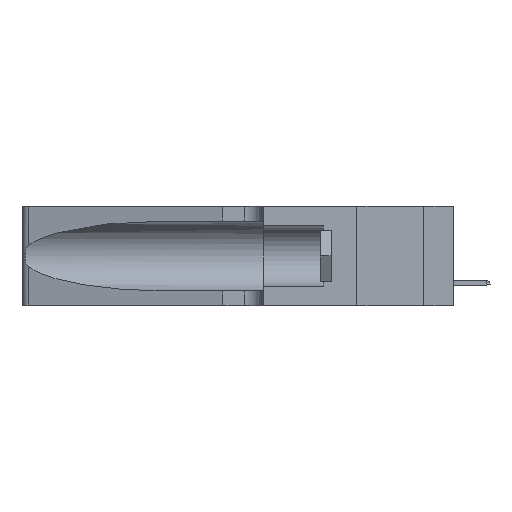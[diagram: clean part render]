
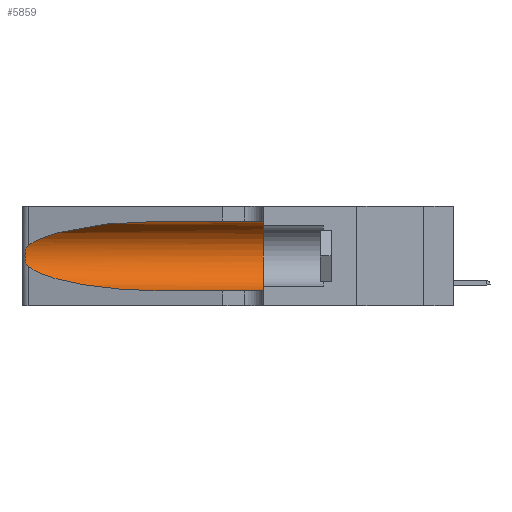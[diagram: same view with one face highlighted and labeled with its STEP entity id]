
A CAD part, left-side view. The second image highlights one B-rep face of the part: STEP entity #5859.
In plain terms, the highlighted cylindrical face has radius 3.308 mm (diameter 6.617 mm), a partial arc.
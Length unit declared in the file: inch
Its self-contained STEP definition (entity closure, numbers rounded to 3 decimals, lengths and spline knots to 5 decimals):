
#404 = CARTESIAN_POINT ( 'NONE',  ( 0.1305, 0.72297, 0.05475 ) ) ;
#1958 = AXIS2_PLACEMENT_3D ( 'NONE', #11583, #41567, #22323 ) ;
#2058 = CARTESIAN_POINT ( 'NONE',  ( 0.25787, 1.23484, 0.2124 ) ) ;
#2192 = ORIENTED_EDGE ( 'NONE', *, *, #25701, .T. ) ;
#3405 = CARTESIAN_POINT ( 'NONE',  ( 0.2373, 1.15595, 0.08982 ) ) ;
#3488 = EDGE_CURVE ( 'NONE', #8597, #44536, #39088, .T. ) ;
#3787 = CYLINDRICAL_SURFACE ( 'NONE', #1958, 0.13025 ) ;
#5109 = CARTESIAN_POINT ( 'NONE',  ( 0.1305, 0.35, 0.31525 ) ) ;
#5859 = ADVANCED_FACE ( 'NONE', ( #29628 ), #3787, .F. ) ;
#5949 = CARTESIAN_POINT ( 'NONE',  ( 0.1305, 0.72297, 0.31525 ) ) ;
#5976 = CARTESIAN_POINT ( 'NONE',  ( 0.26075, 1.23896, 0.178 ) ) ;
#6180 = EDGE_CURVE ( 'NONE', #43822, #8597, #31521, .T. ) ;
#6897 = DIRECTION ( 'NONE',  ( 0., 1., 0. ) ) ;
#7964 = CARTESIAN_POINT ( 'NONE',  ( 0.25487, 1.22718, 0.14631 ) ) ;
#8597 = VERTEX_POINT ( 'NONE', #18767 ) ;
#8908 = EDGE_LOOP ( 'NONE', ( #33268, #12371, #13592, #2192, #39379, #38432 ) ) ;
#9636 = CARTESIAN_POINT ( 'NONE',  ( 0.25639, 1.23184, 0.21858 ) ) ;
#11583 = CARTESIAN_POINT ( 'NONE',  ( 0.1305, 1.61858, 0.185 ) ) ;
#12085 = VERTEX_POINT ( 'NONE', #44004 ) ;
#12371 = ORIENTED_EDGE ( 'NONE', *, *, #3488, .T. ) ;
#13489 = AXIS2_PLACEMENT_3D ( 'NONE', #37120, #6897, #25665 ) ;
#13524 = CARTESIAN_POINT ( 'NONE',  ( 0.25555, 1.22993, 0.14849 ) ) ;
#13592 = ORIENTED_EDGE ( 'NONE', *, *, #25285, .T. ) ;
#15149 = CARTESIAN_POINT ( 'NONE',  ( 0.1305, 0.35, 0.05475 ) ) ;
#15618 = VERTEX_POINT ( 'NONE', #5109 ) ;
#16945 = CARTESIAN_POINT ( 'NONE',  ( 0.25854, 1.2359, 0.20912 ) ) ;
#17020 = EDGE_CURVE ( 'NONE', #43822, #15618, #38958, .T. ) ;
#17183 = CARTESIAN_POINT ( 'NONE',  ( 0.26018, 1.23835, 0.19895 ) ) ;
#18423 = LINE ( 'NONE', #22786, #21352 ) ;
#18767 = CARTESIAN_POINT ( 'NONE',  ( 0.25487, 1.22718, 0.22369 ) ) ;
#19199 = CARTESIAN_POINT ( 'NONE',  ( 0.18966, 0.96281, 0.05475 ) ) ;
#20418 = CARTESIAN_POINT ( 'NONE',  ( 0.1305, 1.61858, 0.31525 ) ) ;
#20989 = CARTESIAN_POINT ( 'NONE',  ( 0.1305, 0.72297, 0.31525 ) ) ;
#21075 = CARTESIAN_POINT ( 'NONE',  ( 0.26075, 1.23896, 0.19203 ) ) ;
#21352 = VECTOR ( 'NONE', #33998, 39.37008 ) ;
#21781 = CARTESIAN_POINT ( 'NONE',  ( 0.2373, 1.15595, 0.28018 ) ) ;
#22323 = DIRECTION ( 'NONE',  ( 0., 0., -1. ) ) ;
#22786 = CARTESIAN_POINT ( 'NONE',  ( 0.1305, 1.61858, 0.05475 ) ) ;
#24502 = CARTESIAN_POINT ( 'NONE',  ( 0.25856, 1.23593, 0.16098 ) ) ;
#25285 = EDGE_CURVE ( 'NONE', #44536, #12085, #43059, .T. ) ;
#25665 = DIRECTION ( 'NONE',  ( 0., 0., 1. ) ) ;
#25701 = EDGE_CURVE ( 'NONE', #12085, #32749, #18423, .T. ) ;
#25780 = CARTESIAN_POINT ( 'NONE',  ( 0.25487, 1.22718, 0.14631 ) ) ;
#28834 = CARTESIAN_POINT ( 'NONE',  ( 0.18966, 0.96281, 0.31525 ) ) ;
#29628 = FACE_OUTER_BOUND ( 'NONE', #8908, .T. ) ;
#31521 =( BOUNDED_CURVE ( )  B_SPLINE_CURVE ( 3, ( #5949, #28834, #21781, #43251 ),
 .UNSPECIFIED., .F., .F. ) 
 B_SPLINE_CURVE_WITH_KNOTS ( ( 4, 4 ),
 ( 1.5708, 2.84003 ),
 .UNSPECIFIED. ) 
 CURVE ( )  GEOMETRIC_REPRESENTATION_ITEM ( )  RATIONAL_B_SPLINE_CURVE ( ( 1., 0.87, 0.87, 1. ) ) 
 REPRESENTATION_ITEM ( '' )  );
#32749 = VERTEX_POINT ( 'NONE', #15149 ) ;
#32775 = CARTESIAN_POINT ( 'NONE',  ( 0.25487, 1.22718, 0.22369 ) ) ;
#33268 = ORIENTED_EDGE ( 'NONE', *, *, #6180, .T. ) ;
#33998 = DIRECTION ( 'NONE',  ( 0., -1., 0. ) ) ;
#34578 = EDGE_CURVE ( 'NONE', #15618, #32749, #46165, .T. ) ;
#35937 = CARTESIAN_POINT ( 'NONE',  ( 0.26017, 1.23833, 0.17102 ) ) ;
#37120 = CARTESIAN_POINT ( 'NONE',  ( 0.1305, 0.35, 0.185 ) ) ;
#38432 = ORIENTED_EDGE ( 'NONE', *, *, #17020, .F. ) ;
#38958 = LINE ( 'NONE', #20418, #41347 ) ;
#39088 = B_SPLINE_CURVE_WITH_KNOTS ( 'NONE', 3,
 ( #32775, #47625, #9636, #2058, #16945, #17183, #21075, #5976, #35937, #24502, #43519, #39384, #13524, #43273 ),
 .UNSPECIFIED., .F., .F.,
 ( 4, 2, 2, 2, 2, 2, 4 ),
 ( 0., 0.00027, 0.00053, 0.00107, 0.0016, 0.00187, 0.00214 ),
 .UNSPECIFIED. ) ;
#39379 = ORIENTED_EDGE ( 'NONE', *, *, #34578, .F. ) ;
#39384 = CARTESIAN_POINT ( 'NONE',  ( 0.25639, 1.23186, 0.15144 ) ) ;
#41347 = VECTOR ( 'NONE', #42854, 39.37008 ) ;
#41567 = DIRECTION ( 'NONE',  ( 0., -1., 0. ) ) ;
#42854 = DIRECTION ( 'NONE',  ( 0., -1., 0. ) ) ;
#43059 =( BOUNDED_CURVE ( )  B_SPLINE_CURVE ( 3, ( #7964, #3405, #19199, #404 ),
 .UNSPECIFIED., .F., .F. ) 
 B_SPLINE_CURVE_WITH_KNOTS ( ( 4, 4 ),
 ( 3.44316, 4.71239 ),
 .UNSPECIFIED. ) 
 CURVE ( )  GEOMETRIC_REPRESENTATION_ITEM ( )  RATIONAL_B_SPLINE_CURVE ( ( 1., 0.87, 0.87, 1. ) ) 
 REPRESENTATION_ITEM ( '' )  );
#43251 = CARTESIAN_POINT ( 'NONE',  ( 0.25487, 1.22718, 0.22369 ) ) ;
#43273 = CARTESIAN_POINT ( 'NONE',  ( 0.25487, 1.22718, 0.14631 ) ) ;
#43519 = CARTESIAN_POINT ( 'NONE',  ( 0.25789, 1.23486, 0.15765 ) ) ;
#43822 = VERTEX_POINT ( 'NONE', #20989 ) ;
#44004 = CARTESIAN_POINT ( 'NONE',  ( 0.1305, 0.72297, 0.05475 ) ) ;
#44536 = VERTEX_POINT ( 'NONE', #25780 ) ;
#46165 = CIRCLE ( 'NONE', #13489, 0.13025 ) ;
#47625 = CARTESIAN_POINT ( 'NONE',  ( 0.25555, 1.22994, 0.2215 ) ) ;
